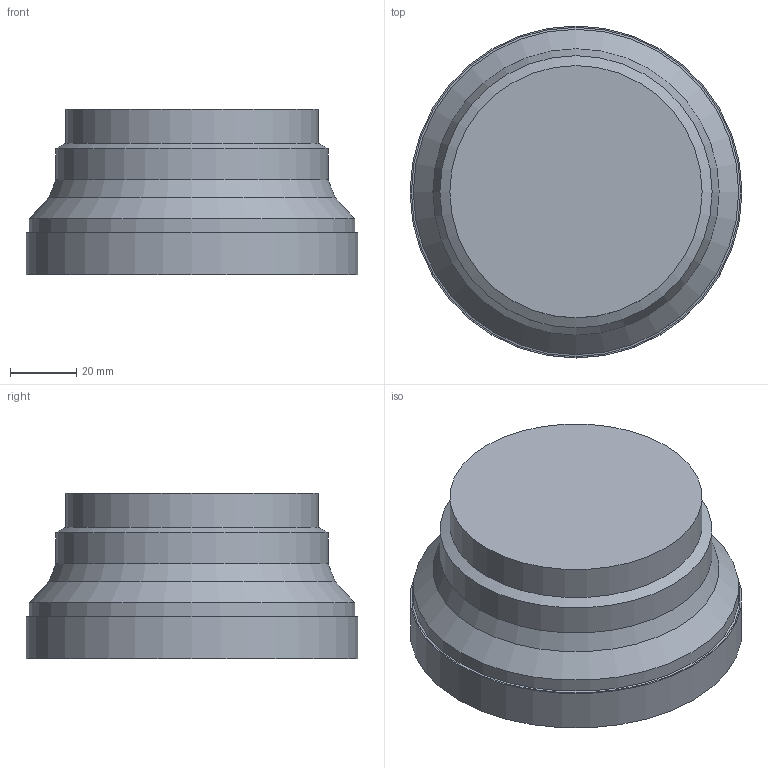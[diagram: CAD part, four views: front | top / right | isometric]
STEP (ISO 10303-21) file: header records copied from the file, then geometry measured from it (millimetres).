
FILE_DESCRIPTION((''),'1');
FILE_NAME('FMH27-FCM100116-50.stp','2021-01-08T01:23:35',(''),(''),'Spatial Interop R21 SP3','Kubotek KeyCreator 2011 V10.0.2 (22737)',' ');
FILE_SCHEMA(('automotive_design'));
Length unit declared in the file: millimetre
Products named in the file (1): 240[2]
Bounding box: 100 x 100 x 50 mm (x, y, z)
Volume: 308333.7 mm3; surface area: 27710.6 mm2
Topology: 1 solids, 1 shells, 11 faces, 18 edges, 10 vertices
Faces by surface type: cone 4, cylinder 4, plane 3
Full cylindrical faces by diameter (mm): 76 x1, 82 x1, 97.986 x1, 100 x1
Entity records: 424 total; most frequent: DIRECTION 44, PRESENTATION_STYLE_ASSIGNMENT 34, COLOUR_RGB 34, CARTESIAN_POINT 32, STYLED_ITEM 22, AXIS2_PLACEMENT_3D 22, CURVE_STYLE 22, DRAUGHTING_PRE_DEFINED_CURVE_FONT 22
